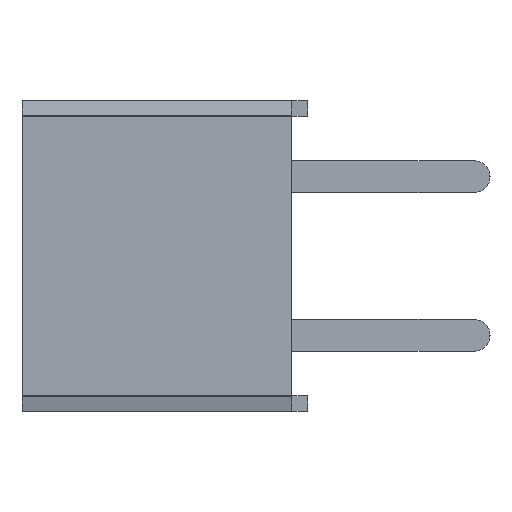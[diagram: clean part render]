
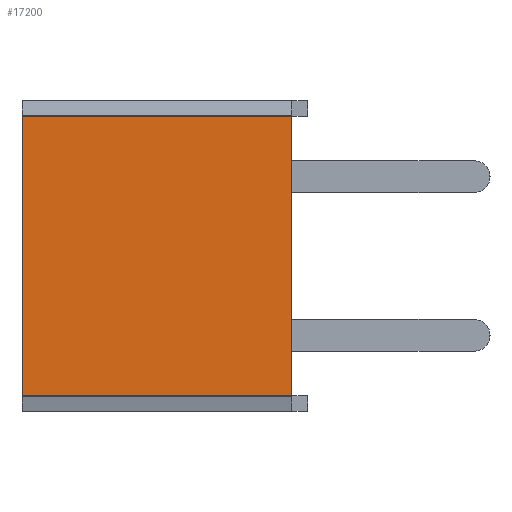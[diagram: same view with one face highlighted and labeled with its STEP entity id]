
A CAD part, left-side view. The second image highlights one B-rep face of the part: STEP entity #17200.
In plain terms, the highlighted planar face has unit normal (-1, 0, 0).
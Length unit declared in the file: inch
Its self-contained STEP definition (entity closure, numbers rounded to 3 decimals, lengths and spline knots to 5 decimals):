
#3525 = VECTOR ( 'NONE', #3535, 39.37008 ) ;
#3534 = LINE ( 'NONE', #3536, #3525 ) ;
#3535 = DIRECTION ( 'NONE',  ( 0., 0., -1. ) ) ;
#3536 = CARTESIAN_POINT ( 'NONE',  ( -0.2545, -0.085, 0.098 ) ) ;
#3583 = CARTESIAN_POINT ( 'NONE',  ( -0.2545, -0.085, -0.08867 ) ) ;
#3809 = CARTESIAN_POINT ( 'NONE',  ( -0.2545, -0.085, 0.08867 ) ) ;
#7705 = DIRECTION ( 'NONE',  ( 0., -1., 0. ) ) ;
#7706 = VECTOR ( 'NONE', #7705, 39.37008 ) ;
#7707 = CARTESIAN_POINT ( 'NONE',  ( -0.2545, 0.085, -0.08867 ) ) ;
#7708 = LINE ( 'NONE', #7707, #7706 ) ;
#8685 = DIRECTION ( 'NONE',  ( 0., 1., 0. ) ) ;
#8686 = VECTOR ( 'NONE', #8685, 39.37008 ) ;
#8687 = CARTESIAN_POINT ( 'NONE',  ( -0.2545, 0.085, 0.08867 ) ) ;
#8688 = DIRECTION ( 'NONE',  ( 0., 0., -1. ) ) ;
#8689 = DIRECTION ( 'NONE',  ( 1., 0., 0. ) ) ;
#8690 = CARTESIAN_POINT ( 'NONE',  ( -0.2545, 0.085, 0.098 ) ) ;
#8691 = AXIS2_PLACEMENT_3D ( 'NONE', #8690, #8689, #8688 ) ;
#8693 = LINE ( 'NONE', #8687, #8686 ) ;
#8781 = PLANE ( 'NONE',  #8691 ) ;
#8798 = FACE_OUTER_BOUND ( 'NONE', #16766, .T. ) ;
#15718 = VERTEX_POINT ( 'NONE', #3583 ) ;
#15799 = EDGE_CURVE ( 'NONE', #15884, #15718, #3534, .T. ) ;
#15884 = VERTEX_POINT ( 'NONE', #3809 ) ;
#16763 = EDGE_CURVE ( 'NONE', #21391, #15718, #7708, .T. ) ;
#16766 = EDGE_LOOP ( 'NONE', ( #17203, #17198, #17205, #17191 ) ) ;
#17191 = ORIENTED_EDGE ( 'NONE', *, *, #17202, .T. ) ;
#17198 = ORIENTED_EDGE ( 'NONE', *, *, #16763, .T. ) ;
#17200 = ADVANCED_FACE ( 'NONE', ( #8798 ), #8781, .F. ) ;
#17202 = EDGE_CURVE ( 'NONE', #15884, #21334, #8693, .T. ) ;
#17203 = ORIENTED_EDGE ( 'NONE', *, *, #21683, .T. ) ;
#17205 = ORIENTED_EDGE ( 'NONE', *, *, #15799, .F. ) ;
#18399 = CARTESIAN_POINT ( 'NONE',  ( -0.2545, 0.085, 0.08867 ) ) ;
#18787 = CARTESIAN_POINT ( 'NONE',  ( -0.2545, 0.085, -0.08867 ) ) ;
#18952 = CARTESIAN_POINT ( 'NONE',  ( -0.2545, 0.085, 0.098 ) ) ;
#18953 = LINE ( 'NONE', #18952, #19077 ) ;
#19076 = DIRECTION ( 'NONE',  ( 0., 0., -1. ) ) ;
#19077 = VECTOR ( 'NONE', #19076, 39.37008 ) ;
#21334 = VERTEX_POINT ( 'NONE', #18399 ) ;
#21391 = VERTEX_POINT ( 'NONE', #18787 ) ;
#21683 = EDGE_CURVE ( 'NONE', #21334, #21391, #18953, .T. ) ;
